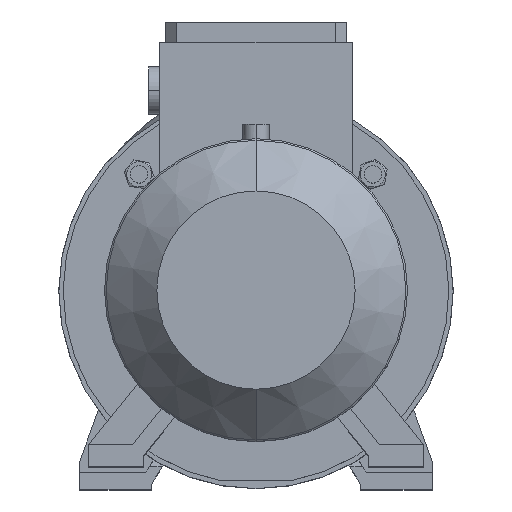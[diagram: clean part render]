
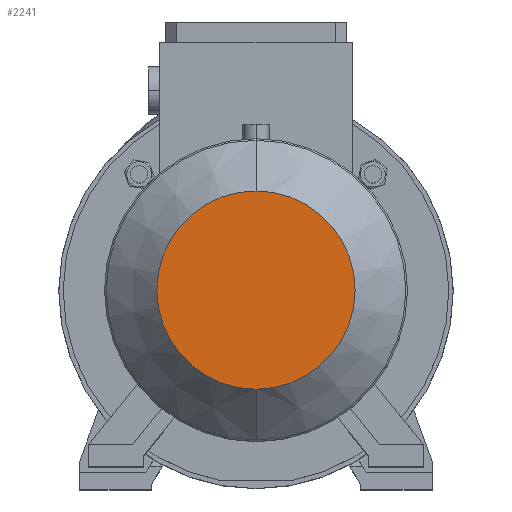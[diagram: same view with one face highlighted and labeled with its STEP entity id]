
A CAD part, top view. The second image highlights one B-rep face of the part: STEP entity #2241.
In plain terms, the highlighted planar face has unit normal (0, 0, 1).
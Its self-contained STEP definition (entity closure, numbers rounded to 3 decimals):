
#14 = CIRCLE ( 'NONE', #66488, 90. ) ;
#249 = DIRECTION ( 'NONE',  ( 0., 0., -1. ) ) ;
#922 = AXIS2_PLACEMENT_3D ( 'NONE', #10871, #249, #26742 ) ;
#2241 = ADVANCED_FACE ( 'NONE', ( #59508 ), #29047, .T. ) ;
#3547 = CARTESIAN_POINT ( 'NONE',  ( 0., 0., 802. ) ) ;
#3648 = CARTESIAN_POINT ( 'NONE',  ( 0., 90., 802. ) ) ;
#10871 = CARTESIAN_POINT ( 'NONE',  ( 0., 0., 802. ) ) ;
#12753 = CIRCLE ( 'NONE', #922, 90. ) ;
#16510 = VERTEX_POINT ( 'NONE', #48248 ) ;
#18848 = DIRECTION ( 'NONE',  ( 0., 0., -1. ) ) ;
#19837 = VERTEX_POINT ( 'NONE', #3648 ) ;
#21661 = EDGE_CURVE ( 'NONE', #19837, #16510, #12753, .T. ) ;
#26742 = DIRECTION ( 'NONE',  ( 0., 1., 0. ) ) ;
#27523 = EDGE_CURVE ( 'NONE', #16510, #19837, #14, .T. ) ;
#29047 = PLANE ( 'NONE',  #45314 ) ;
#29516 = CARTESIAN_POINT ( 'NONE',  ( 0., 0., 802. ) ) ;
#35078 = EDGE_LOOP ( 'NONE', ( #54255, #45574 ) ) ;
#39912 = DIRECTION ( 'NONE',  ( 0., -1., 0. ) ) ;
#40165 = DIRECTION ( 'NONE',  ( 0., 1., 0. ) ) ;
#45314 = AXIS2_PLACEMENT_3D ( 'NONE', #29516, #66086, #39912 ) ;
#45574 = ORIENTED_EDGE ( 'NONE', *, *, #27523, .F. ) ;
#48248 = CARTESIAN_POINT ( 'NONE',  ( 0., -90., 802. ) ) ;
#54255 = ORIENTED_EDGE ( 'NONE', *, *, #21661, .F. ) ;
#59508 = FACE_OUTER_BOUND ( 'NONE', #35078, .T. ) ;
#66086 = DIRECTION ( 'NONE',  ( 0., 0., 1. ) ) ;
#66488 = AXIS2_PLACEMENT_3D ( 'NONE', #3547, #18848, #40165 ) ;
